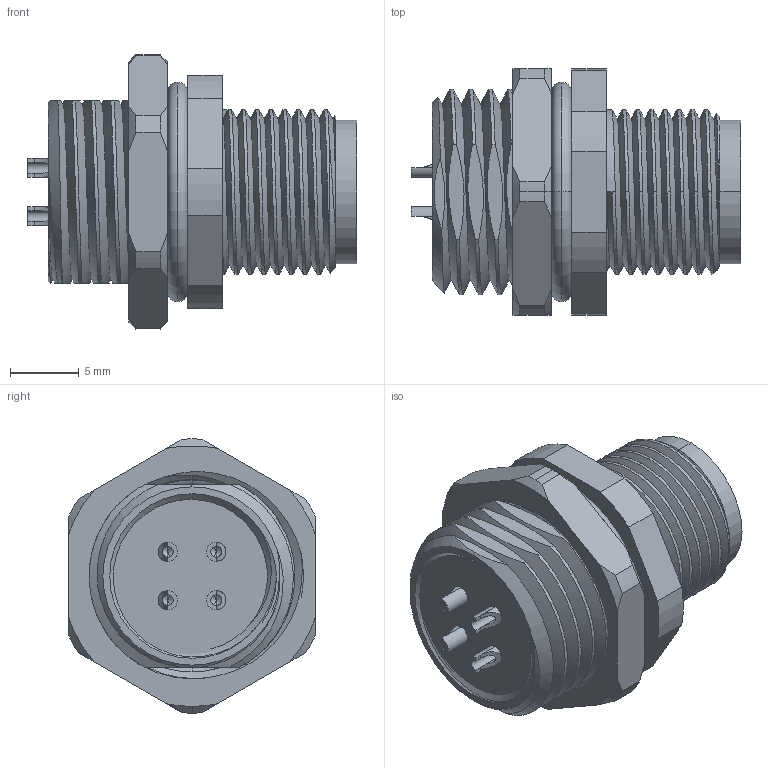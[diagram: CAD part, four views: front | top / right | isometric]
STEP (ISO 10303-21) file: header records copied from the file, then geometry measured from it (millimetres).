
FILE_DESCRIPTION (( 'STEP AP203' ), '1' );
FILE_NAME ('54-00369revA.STEP', '2023-02-09T18:55:52', ( '' ), ( '' ), 'SwSTEP 2.0', 'SolidWorks 2021', '' );
FILE_SCHEMA (( 'CONFIG_CONTROL_DESIGN' ));
Length unit declared in the file: millimetre
Products named in the file (6): 54-00369-05___; 54-00369-01___; 54-00369-02; 54-00369revA; 54-00369-04___; 54-00369-03___
Assembly tree (8 placements, depth 2):
  54-00369revA
    54-00369-01___
    54-00369-02
    54-00369-03___  x4
    54-00369-04___
    54-00369-05___
Bounding box: 24 x 18 x 20 mm (x, y, z)
Volume: 2985.8 mm3; surface area: 5246.6 mm2
Topology: 8 solids, 8 shells, 331 faces, 805 edges, 508 vertices
Faces by surface type: cylinder 144, plane 86, cone 56, torus 28, bspline 9, sphere 8
Entity records: 11185 total; most frequent: CARTESIAN_POINT 5185, ORIENTED_EDGE 1174, DIRECTION 1056, EDGE_CURVE 587, AXIS2_PLACEMENT_3D 422, VERTEX_POINT 382, EDGE_LOOP 257, ADVANCED_FACE 229
